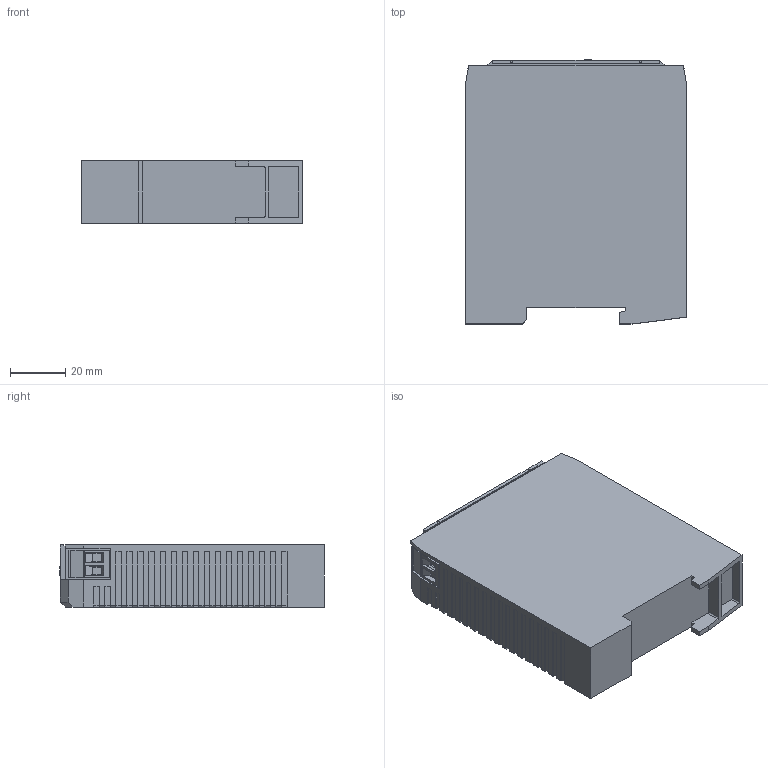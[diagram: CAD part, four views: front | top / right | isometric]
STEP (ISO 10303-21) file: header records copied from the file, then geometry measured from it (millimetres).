
FILE_DESCRIPTION (( 'STEP AP214' ), '1' );
FILE_NAME ('ﾁﾏ30ﾀ.STEP', '2019-03-14T11:23:25', ( '' ), ( '' ), 'SwSTEP 2.0', 'SolidWorks 2015', '' );
FILE_SCHEMA (( 'AUTOMOTIVE_DESIGN' ));
Length unit declared in the file: millimetre
Products named in the file (3): ﾁﾏ30ﾀ; (2339)ÊÓÂÔ.731143.420.2339(ÁÏ30À. Êîðïóñ ÁÏ30À); 2EDGKF-5,0-02P-14-00AH (Degson)
Assembly tree (3 placements, depth 2):
  ﾁﾏ30ﾀ
    (2339)ÊÓÂÔ.731143.420.2339(ÁÏ30À. Êîðïóñ ÁÏ30À)
    2EDGKF-5,0-02P-14-00AH (Degson)  x2
Bounding box: 80 x 95.64 x 22.5 mm (x, y, z)
Volume: 161741.2 mm3; surface area: 28822.5 mm2
Topology: 4 solids, 7 shells, 1149 faces, 3105 edges, 2058 vertices
Faces by surface type: plane 881, cylinder 164, bspline 104
Entity records: 38094 total; most frequent: CARTESIAN_POINT 8507, ORIENTED_EDGE 5240, DIRECTION 4362, EDGE_CURVE 2620, VECTOR 2180, LINE 2180, VERTEX_POINT 1740, AXIS2_PLACEMENT_3D 1091
